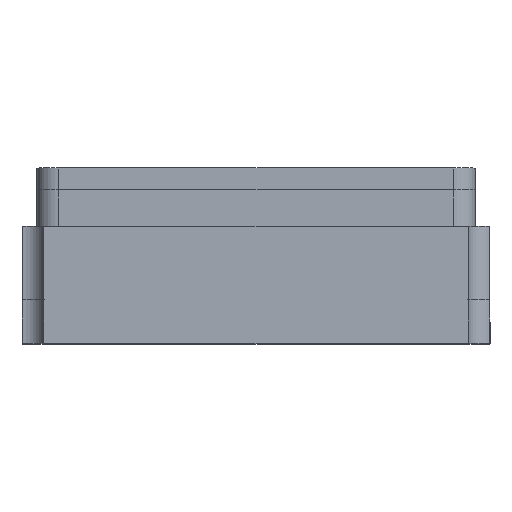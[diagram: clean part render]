
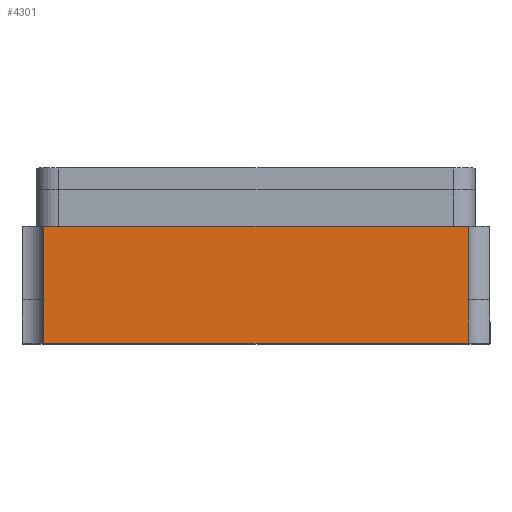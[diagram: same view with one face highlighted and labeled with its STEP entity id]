
A CAD part, top view. The second image highlights one B-rep face of the part: STEP entity #4301.
In plain terms, the highlighted planar face has unit normal (0, 0, 1).
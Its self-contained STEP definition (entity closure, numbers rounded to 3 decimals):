
#27 = CARTESIAN_POINT ( 'NONE',  ( 1.45, 0.3, 1.25 ) ) ;
#176 = CARTESIAN_POINT ( 'NONE',  ( -1.45, 0.3, 1.25 ) ) ;
#215 = VERTEX_POINT ( 'NONE', #6105 ) ;
#324 = CARTESIAN_POINT ( 'NONE',  ( -1.45, -0.001, 1.25 ) ) ;
#524 = VERTEX_POINT ( 'NONE', #8870 ) ;
#866 = ORIENTED_EDGE ( 'NONE', *, *, #3470, .F. ) ;
#909 = EDGE_CURVE ( 'NONE', #524, #4738, #4757, .T. ) ;
#1135 = LINE ( 'NONE', #324, #4902 ) ;
#1155 = EDGE_CURVE ( 'NONE', #2017, #1177, #9079, .T. ) ;
#1167 = AXIS2_PLACEMENT_3D ( 'NONE', #1773, #2519, #7435 ) ;
#1177 = VERTEX_POINT ( 'NONE', #1281 ) ;
#1178 = EDGE_CURVE ( 'NONE', #215, #2017, #2013, .T. ) ;
#1281 = CARTESIAN_POINT ( 'NONE',  ( 1.45, 0., 1.25 ) ) ;
#1466 = ORIENTED_EDGE ( 'NONE', *, *, #1178, .F. ) ;
#1471 = DIRECTION ( 'NONE',  ( 1., 0., 0. ) ) ;
#1773 = CARTESIAN_POINT ( 'NONE',  ( -1.6, 0.8, 1.25 ) ) ;
#2013 = LINE ( 'NONE', #3958, #3910 ) ;
#2017 = VERTEX_POINT ( 'NONE', #3696 ) ;
#2519 = DIRECTION ( 'NONE',  ( 0., 0., -1. ) ) ;
#2762 = DIRECTION ( 'NONE',  ( 0., 1., 0. ) ) ;
#3178 = CARTESIAN_POINT ( 'NONE',  ( -1.6, 0.8, 1.25 ) ) ;
#3470 = EDGE_CURVE ( 'NONE', #4738, #7906, #1135, .T. ) ;
#3696 = CARTESIAN_POINT ( 'NONE',  ( 1.45, 0.3, 1.25 ) ) ;
#3770 = EDGE_CURVE ( 'NONE', #524, #1177, #5968, .T. ) ;
#3892 = EDGE_LOOP ( 'NONE', ( #8177, #866, #8371, #9047, #5065, #1466 ) ) ;
#3910 = VECTOR ( 'NONE', #6766, 1000. ) ;
#3958 = CARTESIAN_POINT ( 'NONE',  ( 1.45, -0.001, 1.25 ) ) ;
#4301 = ADVANCED_FACE ( 'NONE', ( #5542 ), #6693, .F. ) ;
#4331 = VECTOR ( 'NONE', #1471, 1000. ) ;
#4738 = VERTEX_POINT ( 'NONE', #176 ) ;
#4757 = LINE ( 'NONE', #6988, #8497 ) ;
#4902 = VECTOR ( 'NONE', #6627, 1000. ) ;
#5065 = ORIENTED_EDGE ( 'NONE', *, *, #1155, .F. ) ;
#5306 = VECTOR ( 'NONE', #6688, 1000. ) ;
#5439 = DIRECTION ( 'NONE',  ( 0., -1., 0. ) ) ;
#5542 = FACE_OUTER_BOUND ( 'NONE', #3892, .T. ) ;
#5559 = VECTOR ( 'NONE', #5439, 1000. ) ;
#5697 = CARTESIAN_POINT ( 'NONE',  ( -1.6, 0., 1.25 ) ) ;
#5968 = LINE ( 'NONE', #5697, #4331 ) ;
#6105 = CARTESIAN_POINT ( 'NONE',  ( 1.45, 0.8, 1.25 ) ) ;
#6627 = DIRECTION ( 'NONE',  ( 0., 1., 0. ) ) ;
#6688 = DIRECTION ( 'NONE',  ( 1., 0., 0. ) ) ;
#6693 = PLANE ( 'NONE',  #1167 ) ;
#6713 = CARTESIAN_POINT ( 'NONE',  ( -1.45, 0.8, 1.25 ) ) ;
#6766 = DIRECTION ( 'NONE',  ( 0., -1., 0. ) ) ;
#6988 = CARTESIAN_POINT ( 'NONE',  ( -1.45, -0.001, 1.25 ) ) ;
#7159 = LINE ( 'NONE', #3178, #5306 ) ;
#7435 = DIRECTION ( 'NONE',  ( -1., 0., 0. ) ) ;
#7906 = VERTEX_POINT ( 'NONE', #6713 ) ;
#8177 = ORIENTED_EDGE ( 'NONE', *, *, #8963, .F. ) ;
#8371 = ORIENTED_EDGE ( 'NONE', *, *, #909, .F. ) ;
#8497 = VECTOR ( 'NONE', #2762, 1000. ) ;
#8870 = CARTESIAN_POINT ( 'NONE',  ( -1.45, 0., 1.25 ) ) ;
#8963 = EDGE_CURVE ( 'NONE', #7906, #215, #7159, .T. ) ;
#9047 = ORIENTED_EDGE ( 'NONE', *, *, #3770, .T. ) ;
#9079 = LINE ( 'NONE', #27, #5559 ) ;
